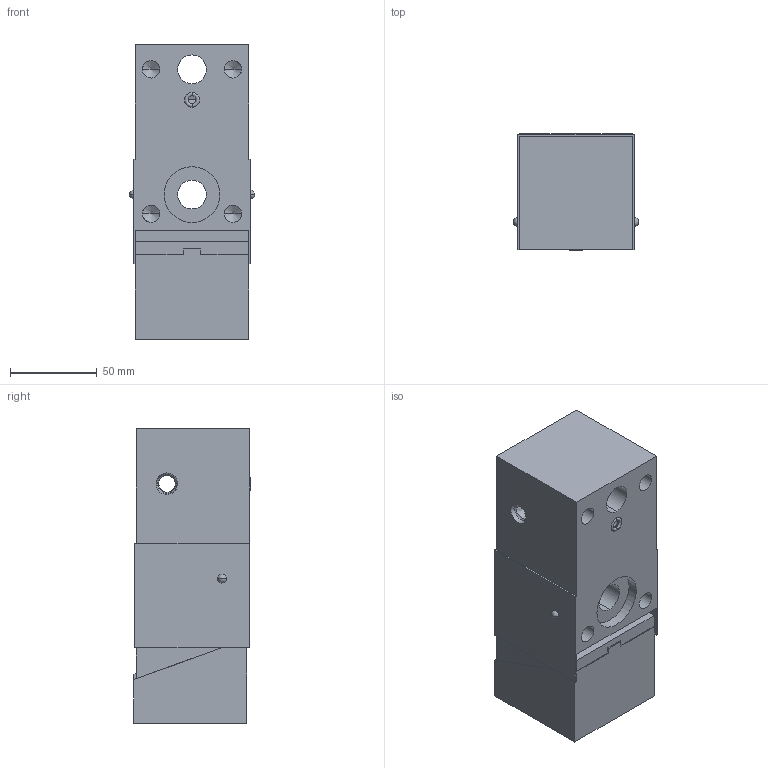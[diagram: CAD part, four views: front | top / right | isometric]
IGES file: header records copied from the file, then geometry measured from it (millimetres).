
Start section:  PTC IGES file: ilc15311200_15311204.igs
Global section: file name: ilc15311200_15311204.igs; native system: Pro/ENGINEER by Parametric Technology Corporation; preprocessor: 2004290; author: KR; organization: Unknown; date: 050421.105842; units: inch
Bounding box: 72.06 x 66.94 x 169.49 mm (x, y, z)
Surface area: 84497.1 mm2 (no closed solid volume)
Topology: 0 solids, 0 shells, 115 faces, 612 edges, 600 vertices
Faces by surface type: bspline 61, revolution 54
